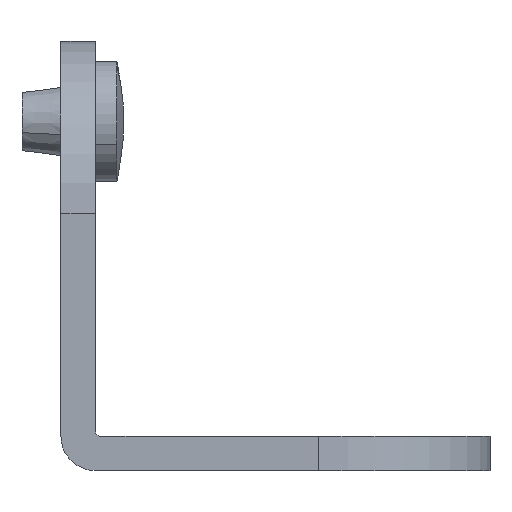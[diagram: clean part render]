
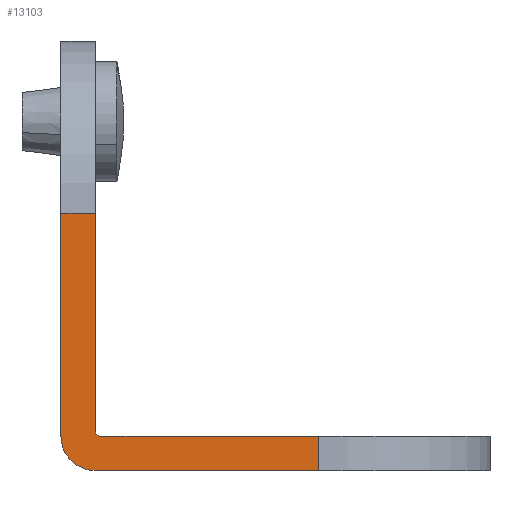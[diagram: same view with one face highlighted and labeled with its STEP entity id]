
A CAD part, front view. The second image highlights one B-rep face of the part: STEP entity #13103.
In plain terms, the highlighted planar face has unit normal (0, -1, 0).
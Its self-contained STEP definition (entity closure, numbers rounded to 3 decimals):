
#192 = ORIENTED_EDGE ( 'NONE', *, *, #704, .F. ) ;
#491 = DIRECTION ( 'NONE',  ( 0., 0., -1. ) ) ;
#528 = LINE ( 'NONE', #2626, #9082 ) ;
#704 = EDGE_CURVE ( 'NONE', #4657, #9135, #10265, .T. ) ;
#745 = DIRECTION ( 'NONE',  ( 0., 1., 0. ) ) ;
#761 = CARTESIAN_POINT ( 'NONE',  ( 22.5, -164., 0. ) ) ;
#862 = EDGE_CURVE ( 'NONE', #2148, #13638, #2096, .T. ) ;
#890 = PLANE ( 'NONE',  #11622 ) ;
#1481 = CARTESIAN_POINT ( 'NONE',  ( 3.5, -164., 3. ) ) ;
#1513 = EDGE_CURVE ( 'NONE', #2776, #5067, #13563, .T. ) ;
#1650 = ORIENTED_EDGE ( 'NONE', *, *, #7298, .T. ) ;
#1831 = CARTESIAN_POINT ( 'NONE',  ( 3., -164., 22.5 ) ) ;
#2096 = LINE ( 'NONE', #9085, #7256 ) ;
#2148 = VERTEX_POINT ( 'NONE', #3597 ) ;
#2403 = FACE_OUTER_BOUND ( 'NONE', #13767, .T. ) ;
#2626 = CARTESIAN_POINT ( 'NONE',  ( 0., -164., 3. ) ) ;
#2666 = DIRECTION ( 'NONE',  ( 1., 0., 0. ) ) ;
#2776 = VERTEX_POINT ( 'NONE', #6360 ) ;
#2808 = CARTESIAN_POINT ( 'NONE',  ( 0., -164., 22.5 ) ) ;
#2926 = LINE ( 'NONE', #2808, #5588 ) ;
#3424 = CIRCLE ( 'NONE', #8777, 3. ) ;
#3521 = CARTESIAN_POINT ( 'NONE',  ( 3., -164., 3.5 ) ) ;
#3575 = CIRCLE ( 'NONE', #13337, 0.5 ) ;
#3597 = CARTESIAN_POINT ( 'NONE',  ( 3., -164., 0. ) ) ;
#4340 = DIRECTION ( 'NONE',  ( 0., 1., 0. ) ) ;
#4572 = EDGE_CURVE ( 'NONE', #9469, #6423, #528, .T. ) ;
#4604 = CARTESIAN_POINT ( 'NONE',  ( 22.5, -164., 0. ) ) ;
#4657 = VERTEX_POINT ( 'NONE', #1831 ) ;
#4862 = EDGE_CURVE ( 'NONE', #9469, #9135, #3575, .T. ) ;
#4984 = CARTESIAN_POINT ( 'NONE',  ( 0., -164., 0. ) ) ;
#5067 = VERTEX_POINT ( 'NONE', #6707 ) ;
#5588 = VECTOR ( 'NONE', #8124, 1000. ) ;
#5694 = ORIENTED_EDGE ( 'NONE', *, *, #1513, .T. ) ;
#5806 = ORIENTED_EDGE ( 'NONE', *, *, #4862, .T. ) ;
#6072 = DIRECTION ( 'NONE',  ( 0., 0., 1. ) ) ;
#6117 = CARTESIAN_POINT ( 'NONE',  ( 0., -164., 0. ) ) ;
#6360 = CARTESIAN_POINT ( 'NONE',  ( 0., -164., 22.5 ) ) ;
#6423 = VERTEX_POINT ( 'NONE', #6626 ) ;
#6626 = CARTESIAN_POINT ( 'NONE',  ( 22.5, -164., 3. ) ) ;
#6707 = CARTESIAN_POINT ( 'NONE',  ( 0., -164., 3. ) ) ;
#6855 = CARTESIAN_POINT ( 'NONE',  ( 3., -164., 0. ) ) ;
#7256 = VECTOR ( 'NONE', #2666, 1000. ) ;
#7298 = EDGE_CURVE ( 'NONE', #13638, #6423, #11026, .T. ) ;
#7910 = VECTOR ( 'NONE', #11361, 1000. ) ;
#8124 = DIRECTION ( 'NONE',  ( -1., 0., 0. ) ) ;
#8708 = VECTOR ( 'NONE', #13703, 1000. ) ;
#8777 = AXIS2_PLACEMENT_3D ( 'NONE', #13770, #4340, #11819 ) ;
#9082 = VECTOR ( 'NONE', #12196, 1000. ) ;
#9085 = CARTESIAN_POINT ( 'NONE',  ( 0., -164., 0. ) ) ;
#9135 = VERTEX_POINT ( 'NONE', #3521 ) ;
#9469 = VERTEX_POINT ( 'NONE', #1481 ) ;
#9927 = ORIENTED_EDGE ( 'NONE', *, *, #4572, .F. ) ;
#10028 = DIRECTION ( 'NONE',  ( 0., 1., 0. ) ) ;
#10087 = VECTOR ( 'NONE', #491, 1000. ) ;
#10265 = LINE ( 'NONE', #6855, #10087 ) ;
#10470 = ORIENTED_EDGE ( 'NONE', *, *, #13526, .F. ) ;
#11026 = LINE ( 'NONE', #761, #8708 ) ;
#11171 = DIRECTION ( 'NONE',  ( 0., 0., 1. ) ) ;
#11361 = DIRECTION ( 'NONE',  ( 0., 0., -1. ) ) ;
#11622 = AXIS2_PLACEMENT_3D ( 'NONE', #6117, #745, #6072 ) ;
#11671 = ORIENTED_EDGE ( 'NONE', *, *, #12971, .T. ) ;
#11819 = DIRECTION ( 'NONE',  ( 0., 0., 1. ) ) ;
#12102 = CARTESIAN_POINT ( 'NONE',  ( 3.5, -164., 3.5 ) ) ;
#12196 = DIRECTION ( 'NONE',  ( 1., 0., 0. ) ) ;
#12387 = ORIENTED_EDGE ( 'NONE', *, *, #862, .T. ) ;
#12971 = EDGE_CURVE ( 'NONE', #4657, #2776, #2926, .T. ) ;
#13103 = ADVANCED_FACE ( 'NONE', ( #2403 ), #890, .F. ) ;
#13337 = AXIS2_PLACEMENT_3D ( 'NONE', #12102, #10028, #11171 ) ;
#13526 = EDGE_CURVE ( 'NONE', #2148, #5067, #3424, .T. ) ;
#13563 = LINE ( 'NONE', #4984, #7910 ) ;
#13638 = VERTEX_POINT ( 'NONE', #4604 ) ;
#13703 = DIRECTION ( 'NONE',  ( 0., 0., 1. ) ) ;
#13767 = EDGE_LOOP ( 'NONE', ( #12387, #1650, #9927, #5806, #192, #11671, #5694, #10470 ) ) ;
#13770 = CARTESIAN_POINT ( 'NONE',  ( 3., -164., 3. ) ) ;
